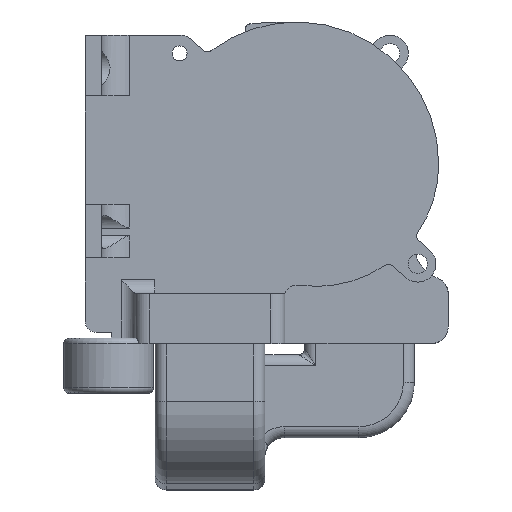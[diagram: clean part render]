
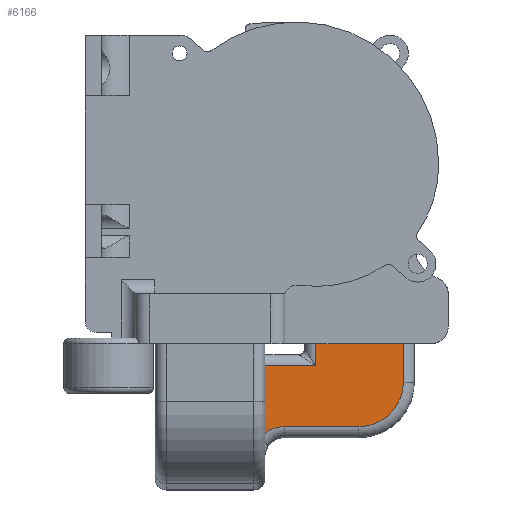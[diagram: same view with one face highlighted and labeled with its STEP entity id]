
A CAD part, left-side view. The second image highlights one B-rep face of the part: STEP entity #6166.
In plain terms, the highlighted planar face has unit normal (-1, 0, 0).
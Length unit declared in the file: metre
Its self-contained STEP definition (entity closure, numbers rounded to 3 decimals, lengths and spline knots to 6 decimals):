
#242=B_SPLINE_CURVE_WITH_KNOTS('',3,(#9440,#9441,#9442,#9443),
 .UNSPECIFIED.,.F.,.F.,(4,4),(0.,0.000609),.UNSPECIFIED.);
#378=CIRCLE('',#6617,0.008);
#379=CIRCLE('',#6618,0.0055);
#380=CIRCLE('',#6619,0.008);
#821=ORIENTED_EDGE('',*,*,#2706,.T.);
#822=ORIENTED_EDGE('',*,*,#2707,.T.);
#823=ORIENTED_EDGE('',*,*,#2670,.T.);
#824=ORIENTED_EDGE('',*,*,#2708,.T.);
#825=ORIENTED_EDGE('',*,*,#2709,.T.);
#826=ORIENTED_EDGE('',*,*,#2710,.T.);
#827=ORIENTED_EDGE('',*,*,#2711,.T.);
#828=ORIENTED_EDGE('',*,*,#2712,.T.);
#829=ORIENTED_EDGE('',*,*,#2689,.T.);
#830=ORIENTED_EDGE('',*,*,#2713,.T.);
#831=ORIENTED_EDGE('',*,*,#2714,.T.);
#2670=EDGE_CURVE('',#3615,#3617,#4203,.T.);
#2689=EDGE_CURVE('',#3628,#3627,#4216,.T.);
#2706=EDGE_CURVE('',#3643,#3644,#378,.F.);
#2707=EDGE_CURVE('',#3644,#3615,#4226,.T.);
#2708=EDGE_CURVE('',#3617,#3645,#242,.T.);
#2709=EDGE_CURVE('',#3645,#3646,#379,.T.);
#2710=EDGE_CURVE('',#3646,#3647,#4227,.F.);
#2711=EDGE_CURVE('',#3647,#3648,#380,.F.);
#2712=EDGE_CURVE('',#3648,#3628,#4228,.T.);
#2713=EDGE_CURVE('',#3627,#3649,#4229,.F.);
#2714=EDGE_CURVE('',#3649,#3643,#4230,.F.);
#3615=VERTEX_POINT('',#9356);
#3617=VERTEX_POINT('',#9363);
#3627=VERTEX_POINT('',#9401);
#3628=VERTEX_POINT('',#9403);
#3643=VERTEX_POINT('',#9437);
#3644=VERTEX_POINT('',#9438);
#3645=VERTEX_POINT('',#9444);
#3646=VERTEX_POINT('',#9446);
#3647=VERTEX_POINT('',#9448);
#3648=VERTEX_POINT('',#9450);
#3649=VERTEX_POINT('',#9453);
#4203=LINE('',#9364,#4723);
#4216=LINE('',#9402,#4736);
#4226=LINE('',#9439,#4746);
#4227=LINE('',#9447,#4747);
#4228=LINE('',#9451,#4748);
#4229=LINE('',#9452,#4749);
#4230=LINE('',#9454,#4750);
#4723=VECTOR('',#7395,1.);
#4736=VECTOR('',#7428,1.);
#4746=VECTOR('',#7458,1.);
#4747=VECTOR('',#7461,1.);
#4748=VECTOR('',#7464,1.);
#4749=VECTOR('',#7465,1.);
#4750=VECTOR('',#7466,1.);
#5215=EDGE_LOOP('',(#821,#822,#823,#824,#825,#826,#827,#828,#829,#830,#831));
#5618=FACE_BOUND('',#5215,.T.);
#6017=PLANE('',#6616);
#6166=ADVANCED_FACE('',(#5618),#6017,.F.);
#6616=AXIS2_PLACEMENT_3D('',#9435,#7454,#7455);
#6617=AXIS2_PLACEMENT_3D('',#9436,#7456,#7457);
#6618=AXIS2_PLACEMENT_3D('',#9445,#7459,#7460);
#6619=AXIS2_PLACEMENT_3D('',#9449,#7462,#7463);
#7395=DIRECTION('',(0.,-1.,0.));
#7428=DIRECTION('',(0.,1.,0.));
#7454=DIRECTION('',(1.,0.,0.));
#7455=DIRECTION('',(0.,0.,-1.));
#7456=DIRECTION('',(1.,0.,0.));
#7457=DIRECTION('',(0.,0.,-1.));
#7458=DIRECTION('',(0.,0.,-1.));
#7459=DIRECTION('',(1.,0.,0.));
#7460=DIRECTION('',(0.,0.,-1.));
#7461=DIRECTION('',(0.,1.,0.));
#7462=DIRECTION('',(1.,0.,0.));
#7463=DIRECTION('',(0.,0.,-1.));
#7464=DIRECTION('',(0.,0.,1.));
#7465=DIRECTION('',(0.,0.,1.));
#7466=DIRECTION('',(0.,-1.,0.));
#9356=CARTESIAN_POINT('',(-0.0853,-0.0171,-0.0486));
#9363=CARTESIAN_POINT('',(-0.0853,-0.033448,-0.0486));
#9364=CARTESIAN_POINT('',(-0.0853,-0.015098,-0.0486));
#9401=CARTESIAN_POINT('',(-0.0853,-0.0441,-0.0246));
#9402=CARTESIAN_POINT('',(-0.0853,-0.052,-0.0246));
#9403=CARTESIAN_POINT('',(-0.0853,-0.0599,-0.0246));
#9435=CARTESIAN_POINT('',(-0.0853,-0.052,-0.0486));
#9436=CARTESIAN_POINT('',(-0.0853,-0.0251,-0.0436));
#9437=CARTESIAN_POINT('',(-0.0853,-0.0251,-0.0356));
#9438=CARTESIAN_POINT('',(-0.0853,-0.0171,-0.0436));
#9439=CARTESIAN_POINT('',(-0.0853,-0.0171,-0.0486));
#9440=CARTESIAN_POINT('',(-0.0853,-0.033448,-0.0486));
#9441=CARTESIAN_POINT('',(-0.0853,-0.033653,-0.0486));
#9442=CARTESIAN_POINT('',(-0.0853,-0.033856,-0.04865));
#9443=CARTESIAN_POINT('',(-0.0853,-0.034031,-0.04876));
#9444=CARTESIAN_POINT('',(-0.0853,-0.034031,-0.04876));
#9445=CARTESIAN_POINT('',(-0.0853,-0.0384,-0.0521));
#9446=CARTESIAN_POINT('',(-0.0853,-0.0384,-0.0466));
#9447=CARTESIAN_POINT('',(-0.0853,-0.0519,-0.0466));
#9448=CARTESIAN_POINT('',(-0.0853,-0.0519,-0.0466));
#9449=CARTESIAN_POINT('',(-0.0853,-0.0519,-0.0386));
#9450=CARTESIAN_POINT('',(-0.0853,-0.0599,-0.0386));
#9451=CARTESIAN_POINT('',(-0.0853,-0.0599,-0.0246));
#9452=CARTESIAN_POINT('',(-0.0853,-0.0441,-0.0486));
#9453=CARTESIAN_POINT('',(-0.0853,-0.0441,-0.0356));
#9454=CARTESIAN_POINT('',(-0.0853,-0.0251,-0.0356));
